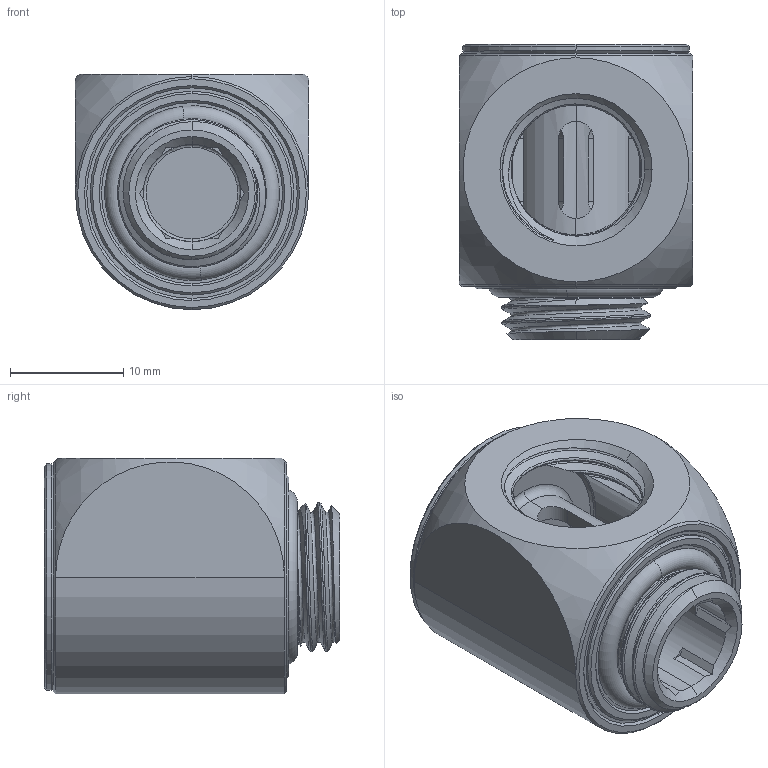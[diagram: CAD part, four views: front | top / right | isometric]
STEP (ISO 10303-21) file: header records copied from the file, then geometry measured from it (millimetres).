
FILE_DESCRIPTION (( 'STEP AP203' ), '1' );
FILE_NAME ('TG-DM-FIT-0003 DeltaMate Rotary - 90° Black.STEP', '2025-07-31T12:23:46', ( '' ), ( '' ), 'SwSTEP 2.0', 'SolidWorks 2024', '' );
FILE_SCHEMA (( 'CONFIG_CONTROL_DESIGN' ));
Length unit declared in the file: millimetre
Products named in the file (1): TG-DM-FIT-0003 DeltaMate Rotary - 90° Black
Bounding box: 20.6 x 26.1 x 20.8 mm (x, y, z)
Volume: 5087.6 mm3; surface area: 5099.8 mm2
Topology: 2 solids, 2 shells, 218 faces, 570 edges, 368 vertices
Faces by surface type: plane 74, cylinder 53, cone 38, bspline 28, torus 25
Entity records: 16135 total; most frequent: CARTESIAN_POINT 11075, ORIENTED_EDGE 1124, DIRECTION 948, EDGE_CURVE 562, AXIS2_PLACEMENT_3D 375, VERTEX_POINT 360, EDGE_LOOP 242, ADVANCED_FACE 218
